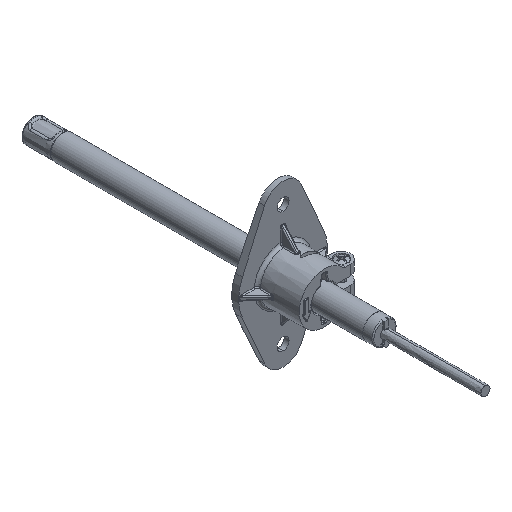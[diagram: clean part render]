
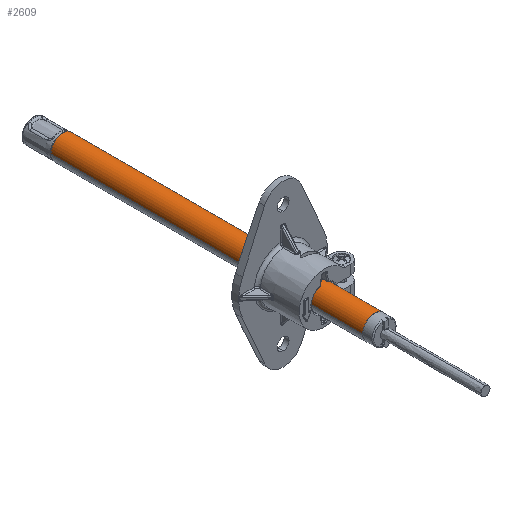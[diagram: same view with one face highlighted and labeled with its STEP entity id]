
A CAD part, isometric view. The second image highlights one B-rep face of the part: STEP entity #2609.
In plain terms, the highlighted face is a revolution surface.
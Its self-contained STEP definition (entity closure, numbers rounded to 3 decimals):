
#2609 = ADVANCED_FACE('',(#2610),#2624,.T.);
#2610 = FACE_BOUND('',#2611,.T.);
#2611 = EDGE_LOOP('',(#2612,#2638,#2655,#2671));
#2612 = ORIENTED_EDGE('',*,*,#2613,.T.);
#2613 = EDGE_CURVE('',#2614,#2616,#2618,.T.);
#2614 = VERTEX_POINT('',#2615);
#2615 = CARTESIAN_POINT('',(-5.95,-102.,0.));
#2616 = VERTEX_POINT('',#2617);
#2617 = CARTESIAN_POINT('',(-5.95,53.,0.));
#2618 = SURFACE_CURVE('',#2619,(#2623),.PCURVE_S1.);
#2619 = LINE('',#2620,#2621);
#2620 = CARTESIAN_POINT('',(-5.95,-102.,0.));
#2621 = VECTOR('',#2622,1.);
#2622 = DIRECTION('',(0.,1.,0.));
#2623 = PCURVE('',#2624,#2632);
#2624 = SURFACE_OF_REVOLUTION('',#2625,#2629);
#2625 = LINE('',#2626,#2627);
#2626 = CARTESIAN_POINT('',(5.938,-105.1,-0.374));
#2627 = VECTOR('',#2628,1.);
#2628 = DIRECTION('',(0.,1.,0.));
#2629 = AXIS1_PLACEMENT('',#2630,#2631);
#2630 = CARTESIAN_POINT('',(0.,0.,0.));
#2631 = DIRECTION('',(0.,-1.,0.));
#2632 = DEFINITIONAL_REPRESENTATION('',(#2633),#2637);
#2633 = LINE('',#2634,#2635);
#2634 = CARTESIAN_POINT('',(3.204,3.1));
#2635 = VECTOR('',#2636,1.);
#2636 = DIRECTION('',(0.,1.));
#2637 = ( GEOMETRIC_REPRESENTATION_CONTEXT(2) 
PARAMETRIC_REPRESENTATION_CONTEXT() REPRESENTATION_CONTEXT('2D SPACE',''
  ) );
#2638 = ORIENTED_EDGE('',*,*,#2639,.T.);
#2639 = EDGE_CURVE('',#2616,#2640,#2642,.T.);
#2640 = VERTEX_POINT('',#2641);
#2641 = CARTESIAN_POINT('',(5.95,53.,0.));
#2642 = SURFACE_CURVE('',#2643,(#2648),.PCURVE_S1.);
#2643 = CIRCLE('',#2644,5.95);
#2644 = AXIS2_PLACEMENT_3D('',#2645,#2646,#2647);
#2645 = CARTESIAN_POINT('',(0.,53.,0.));
#2646 = DIRECTION('',(0.,1.,0.));
#2647 = DIRECTION('',(-1.,0.,0.));
#2648 = PCURVE('',#2624,#2649);
#2649 = DEFINITIONAL_REPRESENTATION('',(#2650),#2654);
#2650 = LINE('',#2651,#2652);
#2651 = CARTESIAN_POINT('',(3.204,158.1));
#2652 = VECTOR('',#2653,1.);
#2653 = DIRECTION('',(-1.,0.));
#2654 = ( GEOMETRIC_REPRESENTATION_CONTEXT(2) 
PARAMETRIC_REPRESENTATION_CONTEXT() REPRESENTATION_CONTEXT('2D SPACE',''
  ) );
#2655 = ORIENTED_EDGE('',*,*,#2656,.T.);
#2656 = EDGE_CURVE('',#2640,#2657,#2659,.T.);
#2657 = VERTEX_POINT('',#2658);
#2658 = CARTESIAN_POINT('',(5.95,-102.,0.));
#2659 = SURFACE_CURVE('',#2660,(#2664),.PCURVE_S1.);
#2660 = LINE('',#2661,#2662);
#2661 = CARTESIAN_POINT('',(5.95,53.,0.));
#2662 = VECTOR('',#2663,1.);
#2663 = DIRECTION('',(0.,-1.,0.));
#2664 = PCURVE('',#2624,#2665);
#2665 = DEFINITIONAL_REPRESENTATION('',(#2666),#2670);
#2666 = LINE('',#2667,#2668);
#2667 = CARTESIAN_POINT('',(0.063,158.1));
#2668 = VECTOR('',#2669,1.);
#2669 = DIRECTION('',(0.,-1.));
#2670 = ( GEOMETRIC_REPRESENTATION_CONTEXT(2) 
PARAMETRIC_REPRESENTATION_CONTEXT() REPRESENTATION_CONTEXT('2D SPACE',''
  ) );
#2671 = ORIENTED_EDGE('',*,*,#2672,.T.);
#2672 = EDGE_CURVE('',#2657,#2614,#2673,.T.);
#2673 = SURFACE_CURVE('',#2674,(#2679),.PCURVE_S1.);
#2674 = CIRCLE('',#2675,5.95);
#2675 = AXIS2_PLACEMENT_3D('',#2676,#2677,#2678);
#2676 = CARTESIAN_POINT('',(0.,-102.,0.));
#2677 = DIRECTION('',(0.,-1.,0.));
#2678 = DIRECTION('',(1.,0.,0.));
#2679 = PCURVE('',#2624,#2680);
#2680 = DEFINITIONAL_REPRESENTATION('',(#2681),#2685);
#2681 = LINE('',#2682,#2683);
#2682 = CARTESIAN_POINT('',(0.063,3.1));
#2683 = VECTOR('',#2684,1.);
#2684 = DIRECTION('',(1.,0.));
#2685 = ( GEOMETRIC_REPRESENTATION_CONTEXT(2) 
PARAMETRIC_REPRESENTATION_CONTEXT() REPRESENTATION_CONTEXT('2D SPACE',''
  ) );
